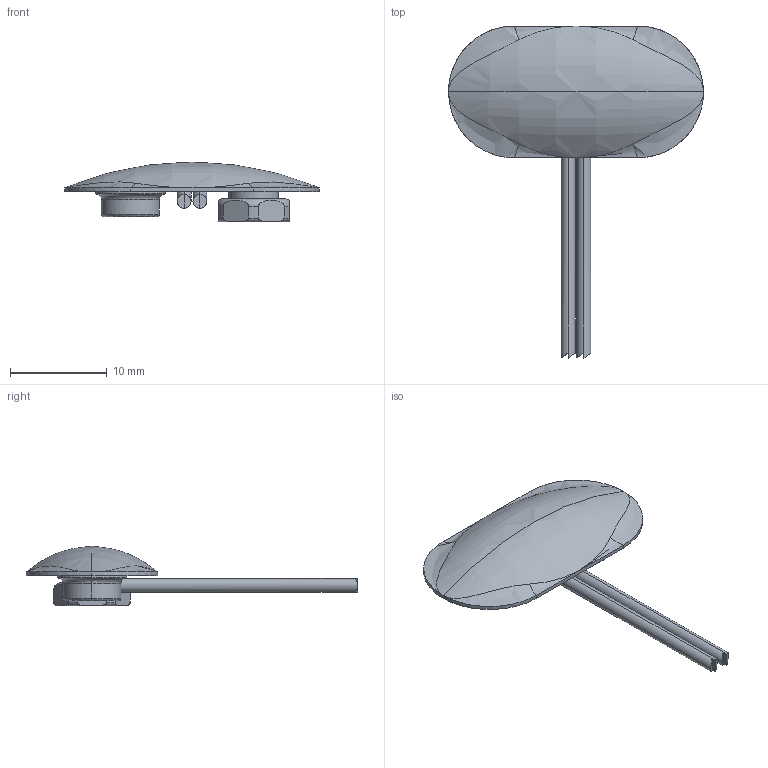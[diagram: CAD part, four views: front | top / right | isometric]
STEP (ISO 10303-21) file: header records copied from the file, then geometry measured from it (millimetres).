
FILE_DESCRIPTION (( 'STEP AP203' ), '1' );
FILE_NAME ('7712K612.step', '2018-05-31T15:39:48', ( '' ), ( '' ), 'SwSTEP 2.0', 'SolidWorks 2014', '' );
FILE_SCHEMA (( 'CONFIG_CONTROL_DESIGN' ));
Length unit declared in the file: inch
Products named in the file (1): 7712K612
Bounding box: 26.29 x 34.23 x 6.15 mm (x, y, z)
Volume: 700.6 mm3; surface area: 1167.7 mm2
Topology: 1 solids, 1 shells, 91 faces, 221 edges, 131 vertices
Faces by surface type: plane 40, cylinder 27, torus 14, bspline 10
Entity records: 3959 total; most frequent: CARTESIAN_POINT 1905, ORIENTED_EDGE 426, DIRECTION 385, EDGE_CURVE 213, AXIS2_PLACEMENT_3D 148, VERTEX_POINT 131, EDGE_LOOP 102, FACE_OUTER_BOUND 91
